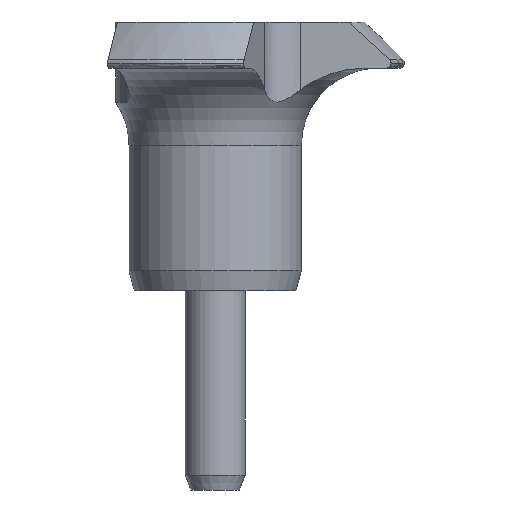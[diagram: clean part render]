
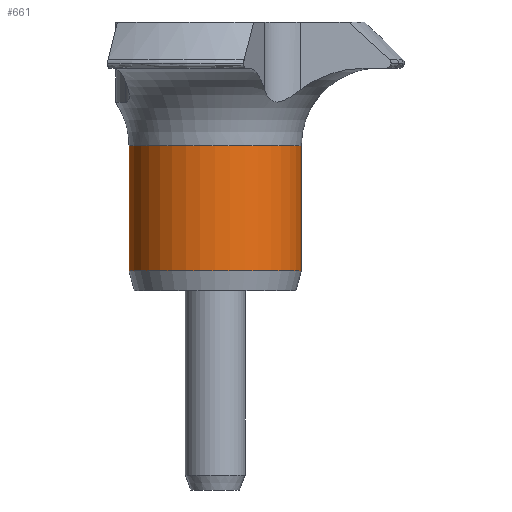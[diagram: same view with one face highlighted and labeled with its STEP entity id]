
A CAD part, front view. The second image highlights one B-rep face of the part: STEP entity #661.
In plain terms, the highlighted cylindrical face has radius 8.65 mm (diameter 17.3 mm), a partial arc.
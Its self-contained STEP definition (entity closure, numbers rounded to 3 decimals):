
#317=VERTEX_POINT('',#911);
#443=EDGE_CURVE('',#507,#317,#1049,.T.);
#507=VERTEX_POINT('',#1118);
#661=ADVANCED_FACE('',(#1289),#1290,.T.);
#669=EDGE_CURVE('',#747,#317,#1300,.T.);
#683=EDGE_CURVE('',#507,#701,#1314,.T.);
#691=EDGE_CURVE('',#701,#747,#1322,.T.);
#701=VERTEX_POINT('',#1333);
#747=VERTEX_POINT('',#1383);
#911=CARTESIAN_POINT('',(8.65,0.,1.069));
#1049=CIRCLE('',#1817,8.65);
#1118=CARTESIAN_POINT('',(-8.65,0.,1.069));
#1289=FACE_OUTER_BOUND('',#2391,.T.);
#1290=CYLINDRICAL_SURFACE('',#2392,8.65);
#1300=LINE('',#2403,#2404);
#1314=LINE('',#2439,#2440);
#1322=CIRCLE('',#2449,8.65);
#1333=CARTESIAN_POINT('',(-8.65,0.,13.651));
#1383=CARTESIAN_POINT('',(8.65,0.,13.651));
#1817=AXIS2_PLACEMENT_3D('',#3116,#3117,#3118);
#2391=EDGE_LOOP('',(#3400,#3401,#3402,#3403));
#2392=AXIS2_PLACEMENT_3D('',#3404,#3405,#3406);
#2403=CARTESIAN_POINT('',(8.65,0.,7.989));
#2404=VECTOR('',#3425,1.0);
#2439=CARTESIAN_POINT('',(-8.65,0.,7.989));
#2440=VECTOR('',#3427,1.0);
#2449=AXIS2_PLACEMENT_3D('',#3428,#3429,#3430);
#3116=CARTESIAN_POINT('',(0.,0.,1.069));
#3117=DIRECTION('',(0.0,0.0,1.0));
#3118=DIRECTION('',(-1.0,0.,0.0));
#3400=ORIENTED_EDGE('',*,*,#683,.F.);
#3401=ORIENTED_EDGE('',*,*,#443,.T.);
#3402=ORIENTED_EDGE('',*,*,#669,.F.);
#3403=ORIENTED_EDGE('',*,*,#691,.F.);
#3404=CARTESIAN_POINT('',(0.,0.,7.989));
#3405=DIRECTION('',(-0.0,-0.0,-1.0));
#3406=DIRECTION('',(-1.0,0.,0.0));
#3425=DIRECTION('',(-0.0,-0.0,-1.0));
#3427=DIRECTION('',(0.0,0.0,1.0));
#3428=CARTESIAN_POINT('',(0.,0.,13.651));
#3429=DIRECTION('',(0.0,0.0,1.0));
#3430=DIRECTION('',(-1.0,0.,0.0));
